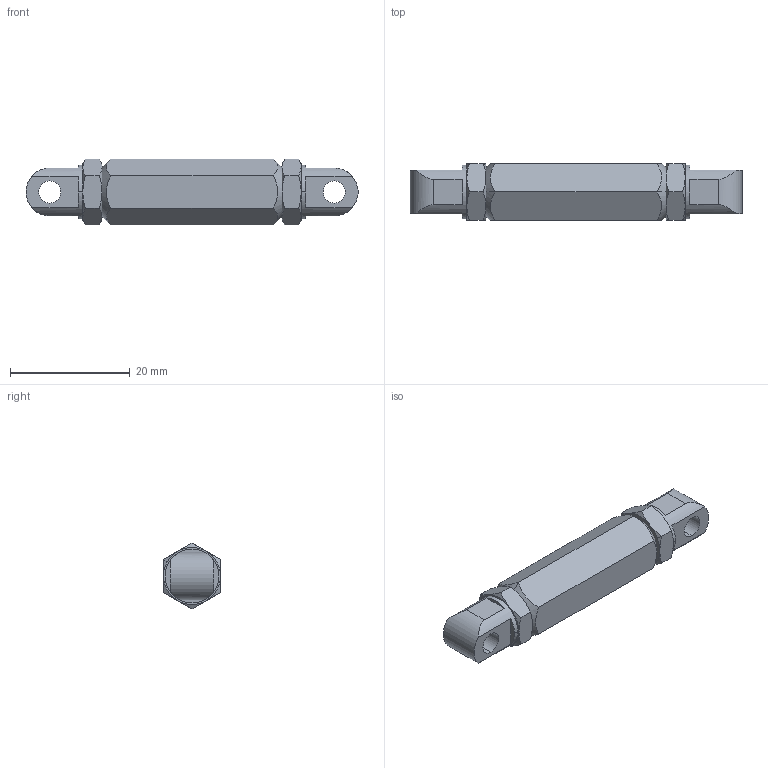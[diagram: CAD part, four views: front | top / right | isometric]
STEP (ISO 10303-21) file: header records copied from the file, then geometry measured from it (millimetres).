
FILE_DESCRIPTION (( 'STEP AP214' ), '1' );
FILE_NAME ('WCP-0248.step', '2023-05-23T21:52:09', ( '' ), ( '' ), 'SwSTEP 2.0', 'SolidWorks 2022', '' );
FILE_SCHEMA (( 'AUTOMOTIVE_DESIGN' ));
Length unit declared in the file: inch
Products named in the file (6): WCP-0248-001 Rev1; WCP-0248-002 Rev1; WCP-0247-001 Rev1; NFS-0037_#10-32_jam_nut; WCP-0248; NFS-0040_#10-32_jam_nut_left_hand
Assembly tree (5 placements, depth 2):
  WCP-0248
    WCP-0247-001 Rev1
    NFS-0040_#10-32_jam_nut_left_hand
    NFS-0037_#10-32_jam_nut
    WCP-0248-001 Rev1
    WCP-0248-002 Rev1
Bounding box: 55.54 x 9.53 x 11 mm (x, y, z)
Volume: 3648.8 mm3; surface area: 3540.8 mm2
Topology: 5 solids, 5 shells, 180 faces, 472 edges, 304 vertices
Faces by surface type: cylinder 90, plane 46, bspline 36, cone 8
Entity records: 15448 total; most frequent: CARTESIAN_POINT 11356, ORIENTED_EDGE 944, DIRECTION 572, EDGE_CURVE 472, VERTEX_POINT 304, B_SPLINE_CURVE_WITH_KNOTS 224, AXIS2_PLACEMENT_3D 208, EDGE_LOOP 192
